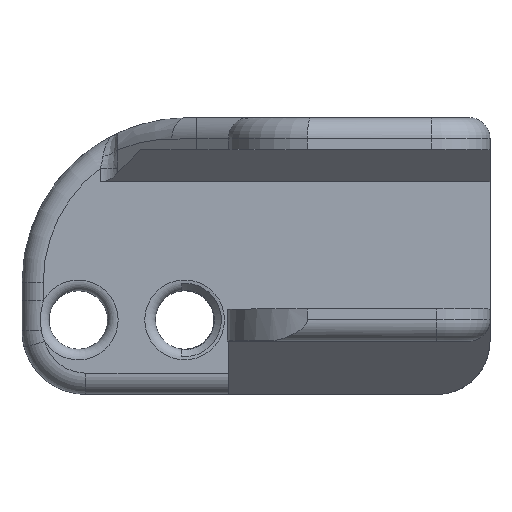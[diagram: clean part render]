
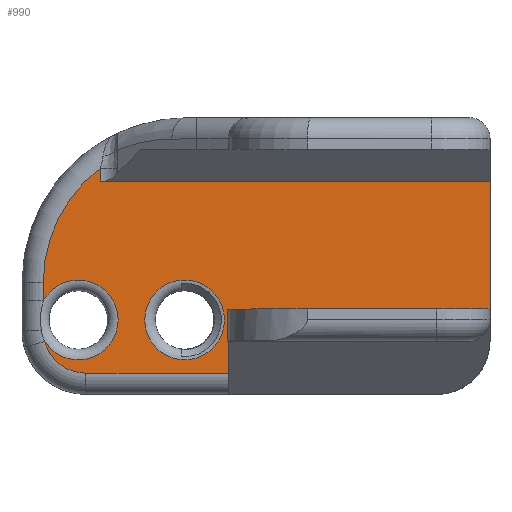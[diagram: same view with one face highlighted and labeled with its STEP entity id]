
A CAD part, top view. The second image highlights one B-rep face of the part: STEP entity #990.
In plain terms, the highlighted planar face has unit normal (0, 0, 1).
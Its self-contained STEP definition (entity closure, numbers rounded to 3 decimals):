
#24=FACE_BOUND('',#171,.T.);
#45=PLANE('',#1094);
#109=FACE_OUTER_BOUND('',#170,.T.);
#170=EDGE_LOOP('',(#832,#833,#834,#835,#836,#837,#838,#839,#840,#841,#842));
#171=EDGE_LOOP('',(#843));
#199=CIRCLE('',#1029,4.);
#204=CIRCLE('',#1037,13.5);
#206=CIRCLE('',#1043,3.75);
#209=CIRCLE('',#1046,3.75);
#232=CIRCLE('',#1095,3.75);
#243=LINE('',#1430,#317);
#253=LINE('',#1580,#327);
#255=LINE('',#1606,#329);
#289=LINE('',#1782,#363);
#297=LINE('',#1798,#371);
#302=LINE('',#1818,#376);
#303=LINE('',#1819,#377);
#317=VECTOR('',#1130,2.);
#327=VECTOR('',#1166,10.);
#329=VECTOR('',#1188,10.);
#363=VECTOR('',#1318,10.);
#371=VECTOR('',#1330,10.);
#376=VECTOR('',#1355,10.);
#377=VECTOR('',#1356,10.);
#397=VERTEX_POINT('',#1423);
#400=VERTEX_POINT('',#1428);
#416=VERTEX_POINT('',#1577);
#417=VERTEX_POINT('',#1579);
#419=VERTEX_POINT('',#1585);
#424=VERTEX_POINT('',#1603);
#425=VERTEX_POINT('',#1605);
#428=VERTEX_POINT('',#1636);
#464=VERTEX_POINT('',#1779);
#465=VERTEX_POINT('',#1781);
#471=VERTEX_POINT('',#1796);
#477=VERTEX_POINT('',#1820);
#492=EDGE_CURVE('',#400,#397,#243,.T.);
#515=EDGE_CURVE('',#416,#417,#253,.T.);
#520=EDGE_CURVE('',#417,#419,#199,.T.);
#525=EDGE_CURVE('',#424,#425,#255,.T.);
#528=EDGE_CURVE('',#425,#400,#204,.T.);
#535=EDGE_CURVE('',#419,#428,#206,.T.);
#538=EDGE_CURVE('',#428,#424,#209,.T.);
#589=EDGE_CURVE('',#464,#465,#289,.T.);
#598=EDGE_CURVE('',#464,#471,#297,.T.);
#608=EDGE_CURVE('',#465,#416,#302,.T.);
#609=EDGE_CURVE('',#471,#397,#303,.T.);
#610=EDGE_CURVE('',#477,#477,#232,.T.);
#832=ORIENTED_EDGE('',*,*,#492,.F.);
#833=ORIENTED_EDGE('',*,*,#528,.F.);
#834=ORIENTED_EDGE('',*,*,#525,.F.);
#835=ORIENTED_EDGE('',*,*,#538,.F.);
#836=ORIENTED_EDGE('',*,*,#535,.F.);
#837=ORIENTED_EDGE('',*,*,#520,.F.);
#838=ORIENTED_EDGE('',*,*,#515,.F.);
#839=ORIENTED_EDGE('',*,*,#608,.F.);
#840=ORIENTED_EDGE('',*,*,#589,.F.);
#841=ORIENTED_EDGE('',*,*,#598,.T.);
#842=ORIENTED_EDGE('',*,*,#609,.T.);
#843=ORIENTED_EDGE('',*,*,#610,.F.);
#990=ADVANCED_FACE('',(#109,#24),#45,.T.);
#1029=AXIS2_PLACEMENT_3D('',#1589,#1176,#1177);
#1037=AXIS2_PLACEMENT_3D('',#1610,#1194,#1195);
#1043=AXIS2_PLACEMENT_3D('',#1637,#1210,#1211);
#1046=AXIS2_PLACEMENT_3D('',#1641,#1216,#1217);
#1094=AXIS2_PLACEMENT_3D('',#1817,#1353,#1354);
#1095=AXIS2_PLACEMENT_3D('',#1821,#1357,#1358);
#1130=DIRECTION('',(0.,-1.,0.));
#1166=DIRECTION('',(-1.,0.,0.));
#1176=DIRECTION('center_axis',(0.,0.,-1.));
#1177=DIRECTION('ref_axis',(-0.707,-0.707,0.));
#1188=DIRECTION('',(0.,1.,0.));
#1194=DIRECTION('center_axis',(0.,0.,-1.));
#1195=DIRECTION('ref_axis',(-0.842,0.539,0.));
#1210=DIRECTION('center_axis',(0.,0.,1.));
#1211=DIRECTION('ref_axis',(-1.,0.,0.));
#1216=DIRECTION('center_axis',(0.,0.,1.));
#1217=DIRECTION('ref_axis',(-1.,0.,0.));
#1318=DIRECTION('',(-1.,0.,0.));
#1330=DIRECTION('',(0.,1.,0.));
#1353=DIRECTION('center_axis',(0.,0.,1.));
#1354=DIRECTION('ref_axis',(-1.,0.,0.));
#1355=DIRECTION('',(0.,-1.,0.));
#1356=DIRECTION('',(-1.,0.,0.));
#1357=DIRECTION('center_axis',(0.,0.,1.));
#1358=DIRECTION('ref_axis',(-1.,0.,0.));
#1423=CARTESIAN_POINT('',(247.358,46.274,14.91));
#1428=CARTESIAN_POINT('',(247.358,47.543,14.91));
#1430=CARTESIAN_POINT('',(247.358,51.774,14.91));
#1577=CARTESIAN_POINT('',(259.427,28.274,14.91));
#1579=CARTESIAN_POINT('',(246.,28.274,14.91));
#1580=CARTESIAN_POINT('',(283.719,28.274,14.91));
#1585=CARTESIAN_POINT('',(242.135,31.243,14.91));
#1589=CARTESIAN_POINT('Origin',(246.,32.274,14.91));
#1603=CARTESIAN_POINT('',(242.,35.078,14.91));
#1605=CARTESIAN_POINT('',(242.,36.774,14.91));
#1606=CARTESIAN_POINT('',(242.,62.274,14.91));
#1610=CARTESIAN_POINT('Origin',(255.5,36.774,14.91));
#1636=CARTESIAN_POINT('',(249.038,33.274,14.91));
#1637=CARTESIAN_POINT('Origin',(245.288,33.274,14.91));
#1641=CARTESIAN_POINT('Origin',(245.288,33.274,14.91));
#1779=CARTESIAN_POINT('',(284.,34.274,14.91));
#1781=CARTESIAN_POINT('',(259.427,34.274,14.91));
#1782=CARTESIAN_POINT('',(294.075,34.274,14.91));
#1796=CARTESIAN_POINT('',(284.,46.274,14.91));
#1798=CARTESIAN_POINT('',(284.,62.274,14.91));
#1817=CARTESIAN_POINT('Origin',(304.575,72.274,14.91));
#1818=CARTESIAN_POINT('',(259.427,54.274,14.91));
#1819=CARTESIAN_POINT('',(283.719,46.274,14.91));
#1820=CARTESIAN_POINT('',(259.038,33.274,14.91));
#1821=CARTESIAN_POINT('Origin',(255.288,33.274,14.91));
